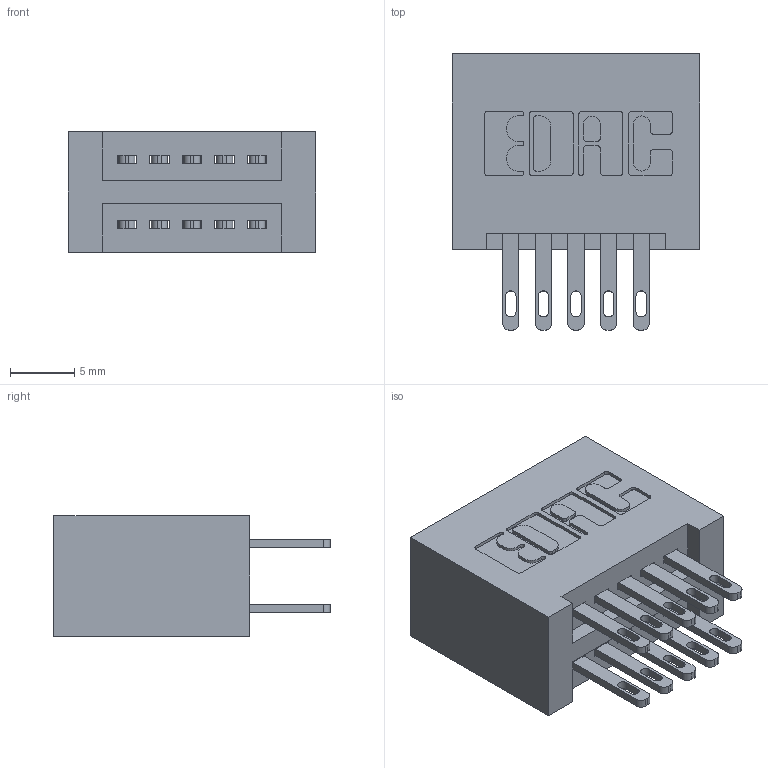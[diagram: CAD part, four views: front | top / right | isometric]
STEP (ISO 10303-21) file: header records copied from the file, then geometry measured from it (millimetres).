
FILE_DESCRIPTION (( 'STEP AP203' ), '1' );
FILE_NAME ('345-010-500-201.STEP', '2019-10-26T13:26:51', ( '' ), ( '' ), 'SwSTEP 2.0', 'SolidWorks 2016', '' );
FILE_SCHEMA (( 'CONFIG_CONTROL_DESIGN' ));
Length unit declared in the file: inch
Products named in the file (3): 345-292-001_345-293-100; 345-010-500-201; 345 Part_No Mounting Lugs
Assembly tree (11 placements, depth 2):
  345-010-500-201
    345 Part_No Mounting Lugs
    345-292-001_345-293-100  x10
Bounding box: 19.3 x 21.51 x 9.4 mm (x, y, z)
Volume: 2178.2 mm3; surface area: 2908.4 mm2
Topology: 11 solids, 11 shells, 578 faces, 1727 edges, 1150 vertices
Faces by surface type: plane 346, cylinder 232
Entity records: 8557 total; most frequent: CARTESIAN_POINT 1468, ORIENTED_EDGE 1402, DIRECTION 1337, EDGE_CURVE 701, LINE 553, VECTOR 553, VERTEX_POINT 466, AXIS2_PLACEMENT_3D 392
